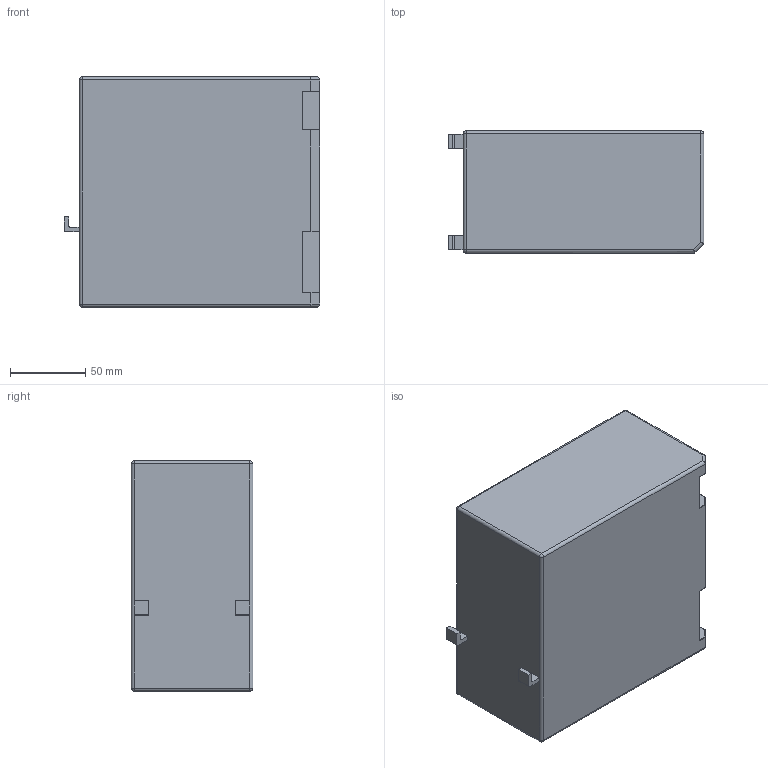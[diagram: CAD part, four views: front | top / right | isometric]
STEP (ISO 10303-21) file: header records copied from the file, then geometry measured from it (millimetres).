
FILE_DESCRIPTION((''),'2;1');
FILE_NAME('PRT0001_SW0001','2012-03-16T',('dhelisch'),(''),'PRO/ENGINEER BY PARAMETRIC TECHNOLOGY CORPORATION, 2007250','PRO/ENGINEER BY PARAMETRIC TECHNOLOGY CORPORATION, 2007250','');
FILE_SCHEMA(('CONFIG_CONTROL_DESIGN'));
Length unit declared in the file: millimetre
Products named in the file (1): PRT0001_SW0001
Bounding box: 170 x 81 x 153 mm (x, y, z)
Surface area: 98680.8 mm2 (no closed solid volume)
Topology: 0 solids, 1 shells, 80 faces, 184 edges, 106 vertices
Faces by surface type: cylinder 37, plane 29, sphere 12, bspline 2
Entity records: 2999 total; most frequent: CARTESIAN_POINT 560, ORIENTED_EDGE 368, DIRECTION 362, EDGE_CURVE 184, AXIS2_PLACEMENT_3D 124, VECTOR 114, LINE 114, VERTEX_POINT 106
